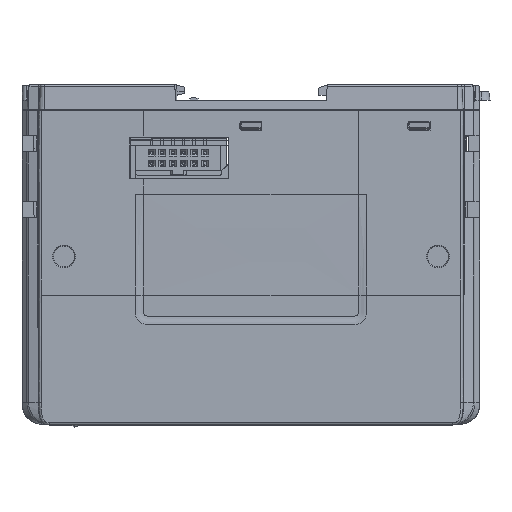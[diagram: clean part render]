
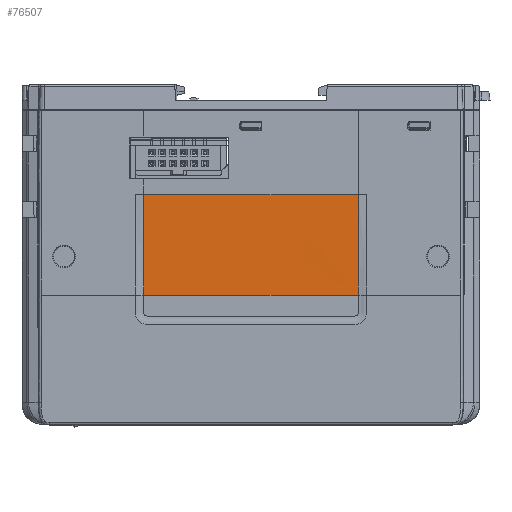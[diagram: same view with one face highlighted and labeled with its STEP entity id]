
A CAD part, top view. The second image highlights one B-rep face of the part: STEP entity #76507.
In plain terms, the highlighted free-form (B-spline) face has degree [3, 3] with [7, 4] control points.
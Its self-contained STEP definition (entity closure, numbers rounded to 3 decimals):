
#1862 = ORIENTED_EDGE ( 'NONE', *, *, #90762, .T. ) ;
#1863 = ORIENTED_EDGE ( 'NONE', *, *, #71510, .T. ) ;
#1864 = ORIENTED_EDGE ( 'NONE', *, *, #90760, .F. ) ;
#1865 = ORIENTED_EDGE ( 'NONE', *, *, #90706, .F. ) ;
#9417 = B_SPLINE_CURVE_WITH_KNOTS ( 'NONE', 3,
 ( #80674, #80673, #80683, #80684, #80685 ),
 .UNSPECIFIED., .F., .F.,
 ( 4, 1, 4 ),
 ( 0., 0.5, 1. ),
 .UNSPECIFIED. ) ;
#22658 = CARTESIAN_POINT ( 'NONE',  ( 25.537, -43.918, 13.2 ) ) ;
#22659 = CARTESIAN_POINT ( 'NONE',  ( 25.537, -20., 13.5 ) ) ;
#23463 = CARTESIAN_POINT ( 'NONE',  ( -25.537, -43.918, 13.2 ) ) ;
#23479 = CARTESIAN_POINT ( 'NONE',  ( -25.537, -20., 13.5 ) ) ;
#26768 = VERTEX_POINT ( 'NONE', #22658 ) ;
#26769 = VERTEX_POINT ( 'NONE', #22659 ) ;
#27150 = VERTEX_POINT ( 'NONE', #23463 ) ;
#27154 = VERTEX_POINT ( 'NONE', #23479 ) ;
#48651 = CARTESIAN_POINT ( 'NONE',  ( 25.537, -43.918, 13.2 ) ) ;
#48652 = CARTESIAN_POINT ( 'NONE',  ( 25.537, -35.945, 13.2 ) ) ;
#48656 = CARTESIAN_POINT ( 'NONE',  ( 25.537, -27.973, 13.5 ) ) ;
#48657 = CARTESIAN_POINT ( 'NONE',  ( 25.537, -20., 13.5 ) ) ;
#53034 = FACE_OUTER_BOUND ( 'NONE', #101270, .T. ) ;
#53046 = CARTESIAN_POINT ( 'NONE',  ( -25.537, -43.918, 13.2 ) ) ;
#53047 = CARTESIAN_POINT ( 'NONE',  ( -25.537, -35.945, 13.2 ) ) ;
#53049 = CARTESIAN_POINT ( 'NONE',  ( -25.537, -27.973, 13.5 ) ) ;
#53051 = CARTESIAN_POINT ( 'NONE',  ( -25.537, -20., 13.5 ) ) ;
#53053 = CARTESIAN_POINT ( 'NONE',  ( -21.28, -43.918, 13.2 ) ) ;
#53054 = CARTESIAN_POINT ( 'NONE',  ( -21.28, -35.945, 13.2 ) ) ;
#53056 = CARTESIAN_POINT ( 'NONE',  ( -21.28, -27.973, 13.5 ) ) ;
#53058 = CARTESIAN_POINT ( 'NONE',  ( -21.28, -20., 13.5 ) ) ;
#53059 = CARTESIAN_POINT ( 'NONE',  ( -12.768, -43.918, 13.2 ) ) ;
#53061 = CARTESIAN_POINT ( 'NONE',  ( -12.768, -35.945, 13.2 ) ) ;
#53063 = CARTESIAN_POINT ( 'NONE',  ( -12.768, -27.973, 13.5 ) ) ;
#53065 = CARTESIAN_POINT ( 'NONE',  ( -12.768, -20., 13.5 ) ) ;
#53067 = CARTESIAN_POINT ( 'NONE',  ( 0., -43.918, 13.2 ) ) ;
#53069 = CARTESIAN_POINT ( 'NONE',  ( 0., -35.945, 13.2 ) ) ;
#53071 = CARTESIAN_POINT ( 'NONE',  ( 0., -27.973, 13.5 ) ) ;
#53072 = CARTESIAN_POINT ( 'NONE',  ( 0., -20., 13.5 ) ) ;
#53074 = CARTESIAN_POINT ( 'NONE',  ( 12.768, -43.918, 13.2 ) ) ;
#53075 = CARTESIAN_POINT ( 'NONE',  ( 12.768, -35.945, 13.2 ) ) ;
#53077 = CARTESIAN_POINT ( 'NONE',  ( 12.768, -27.973, 13.5 ) ) ;
#53079 = CARTESIAN_POINT ( 'NONE',  ( 12.768, -20., 13.5 ) ) ;
#53081 = CARTESIAN_POINT ( 'NONE',  ( 21.28, -43.918, 13.2 ) ) ;
#53083 = CARTESIAN_POINT ( 'NONE',  ( 21.28, -35.945, 13.2 ) ) ;
#53084 = CARTESIAN_POINT ( 'NONE',  ( 21.28, -27.973, 13.5 ) ) ;
#53086 = CARTESIAN_POINT ( 'NONE',  ( 21.28, -20., 13.5 ) ) ;
#53088 = CARTESIAN_POINT ( 'NONE',  ( 25.537, -43.918, 13.2 ) ) ;
#53089 = CARTESIAN_POINT ( 'NONE',  ( 25.537, -35.945, 13.2 ) ) ;
#53091 = CARTESIAN_POINT ( 'NONE',  ( 25.537, -27.973, 13.5 ) ) ;
#53093 = CARTESIAN_POINT ( 'NONE',  ( 25.537, -20., 13.5 ) ) ;
#61841 = B_SPLINE_SURFACE_WITH_KNOTS ( 'NONE', 3, 3, ( 
 ( #53046, #53047, #53049, #53051 ),
 ( #53053, #53054, #53056, #53058 ),
 ( #53059, #53061, #53063, #53065 ),
 ( #53067, #53069, #53071, #53072 ),
 ( #53074, #53075, #53077, #53079 ),
 ( #53081, #53083, #53084, #53086 ),
 ( #53088, #53089, #53091, #53093 ) ),
 .UNSPECIFIED., .F., .F., .F.,
 ( 4, 1, 1, 1, 4 ),
 ( 4, 4 ),
 ( 0., 0.25, 0.5, 0.75, 1. ),
 ( 0., 1. ),
 .UNSPECIFIED. ) ;
#71510 = EDGE_CURVE ( 'NONE', #26768, #26769, #97724, .T. ) ;
#73474 = VECTOR ( 'NONE', #80923, 1000. ) ;
#73475 = VECTOR ( 'NONE', #80936, 1000. ) ;
#76507 = ADVANCED_FACE ( 'NONE', ( #53034 ), #61841, .T. ) ;
#80673 = CARTESIAN_POINT ( 'NONE',  ( -25.537, -39.932, 13.2 ) ) ;
#80674 = CARTESIAN_POINT ( 'NONE',  ( -25.537, -43.918, 13.2 ) ) ;
#80683 = CARTESIAN_POINT ( 'NONE',  ( -25.537, -31.959, 13.35 ) ) ;
#80684 = CARTESIAN_POINT ( 'NONE',  ( -25.537, -23.987, 13.5 ) ) ;
#80685 = CARTESIAN_POINT ( 'NONE',  ( -25.537, -20., 13.5 ) ) ;
#80918 = LINE ( 'NONE', #80921, #73474 ) ;
#80921 = CARTESIAN_POINT ( 'NONE',  ( -48., -20., 13.5 ) ) ;
#80923 = DIRECTION ( 'NONE',  ( 1., 0., 0. ) ) ;
#80931 = LINE ( 'NONE', #80934, #73475 ) ;
#80934 = CARTESIAN_POINT ( 'NONE',  ( 0., -43.918, 13.2 ) ) ;
#80936 = DIRECTION ( 'NONE',  ( 1., 0., 0. ) ) ;
#90706 = EDGE_CURVE ( 'NONE', #27150, #27154, #9417, .T. ) ;
#90760 = EDGE_CURVE ( 'NONE', #27154, #26769, #80918, .T. ) ;
#90762 = EDGE_CURVE ( 'NONE', #27150, #26768, #80931, .T. ) ;
#97724 = B_SPLINE_CURVE_WITH_KNOTS ( 'NONE', 3,
 ( #48651, #48652, #48656, #48657 ),
 .UNSPECIFIED., .F., .F.,
 ( 4, 4 ),
 ( 0., 1. ),
 .UNSPECIFIED. ) ;
#101270 = EDGE_LOOP ( 'NONE', ( #1862, #1863, #1864, #1865 ) ) ;
